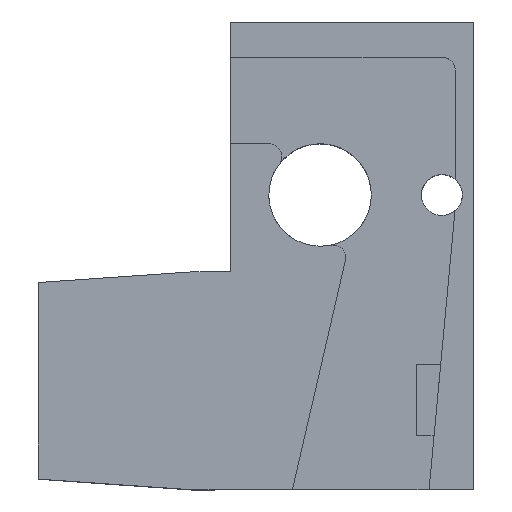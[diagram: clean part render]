
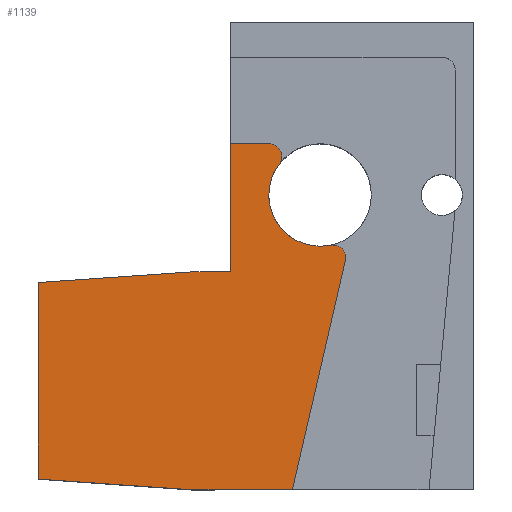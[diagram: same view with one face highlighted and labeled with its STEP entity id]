
A CAD part, top view. The second image highlights one B-rep face of the part: STEP entity #1139.
In plain terms, the highlighted planar face has unit normal (0, 0, 1).
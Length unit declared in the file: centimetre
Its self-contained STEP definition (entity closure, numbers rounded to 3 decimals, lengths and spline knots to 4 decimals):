
#58=PLANE('',#1225);
#112=FACE_OUTER_BOUND('',#187,.T.);
#187=EDGE_LOOP('',(#875,#876,#877,#878,#879,#880,#881,#882,#883,#884,#885));
#264=CIRCLE('',#1226,0.1);
#265=CIRCLE('',#1227,0.4);
#266=CIRCLE('',#1228,0.1);
#303=LINE('',#1714,#415);
#319=LINE('',#1773,#431);
#321=LINE('',#1777,#433);
#322=LINE('',#1779,#434);
#323=LINE('',#1787,#435);
#324=LINE('',#1789,#436);
#325=LINE('',#1791,#437);
#326=LINE('',#1792,#438);
#415=VECTOR('',#1353,100.);
#431=VECTOR('',#1407,100.);
#433=VECTOR('',#1411,100.);
#434=VECTOR('',#1412,100.);
#435=VECTOR('',#1419,100.);
#436=VECTOR('',#1420,100.);
#437=VECTOR('',#1421,100.);
#438=VECTOR('',#1422,100.);
#540=VERTEX_POINT('',#1711);
#541=VERTEX_POINT('',#1713);
#565=VERTEX_POINT('',#1772);
#566=VERTEX_POINT('',#1776);
#567=VERTEX_POINT('',#1778);
#568=VERTEX_POINT('',#1780);
#569=VERTEX_POINT('',#1782);
#570=VERTEX_POINT('',#1784);
#571=VERTEX_POINT('',#1786);
#572=VERTEX_POINT('',#1788);
#573=VERTEX_POINT('',#1790);
#659=EDGE_CURVE('',#540,#541,#303,.T.);
#686=EDGE_CURVE('',#541,#565,#319,.T.);
#688=EDGE_CURVE('',#566,#540,#321,.T.);
#689=EDGE_CURVE('',#567,#566,#322,.T.);
#690=EDGE_CURVE('',#568,#567,#264,.T.);
#691=EDGE_CURVE('',#568,#569,#265,.T.);
#692=EDGE_CURVE('',#570,#569,#266,.T.);
#693=EDGE_CURVE('',#570,#571,#323,.T.);
#694=EDGE_CURVE('',#572,#571,#324,.T.);
#695=EDGE_CURVE('',#573,#572,#325,.T.);
#696=EDGE_CURVE('',#565,#573,#326,.T.);
#875=ORIENTED_EDGE('',*,*,#686,.F.);
#876=ORIENTED_EDGE('',*,*,#659,.F.);
#877=ORIENTED_EDGE('',*,*,#688,.F.);
#878=ORIENTED_EDGE('',*,*,#689,.F.);
#879=ORIENTED_EDGE('',*,*,#690,.F.);
#880=ORIENTED_EDGE('',*,*,#691,.T.);
#881=ORIENTED_EDGE('',*,*,#692,.F.);
#882=ORIENTED_EDGE('',*,*,#693,.T.);
#883=ORIENTED_EDGE('',*,*,#694,.F.);
#884=ORIENTED_EDGE('',*,*,#695,.F.);
#885=ORIENTED_EDGE('',*,*,#696,.F.);
#1139=ADVANCED_FACE('',(#112),#58,.T.);
#1225=AXIS2_PLACEMENT_3D('',#1775,#1409,#1410);
#1226=AXIS2_PLACEMENT_3D('',#1781,#1413,#1414);
#1227=AXIS2_PLACEMENT_3D('',#1783,#1415,#1416);
#1228=AXIS2_PLACEMENT_3D('',#1785,#1417,#1418);
#1353=DIRECTION('',(-0.998,0.069,0.));
#1407=DIRECTION('',(0.,1.,0.));
#1409=DIRECTION('center_axis',(0.,0.,
1.));
#1410=DIRECTION('ref_axis',(-1.,0.,0.));
#1411=DIRECTION('',(-1.,0.,0.));
#1412=DIRECTION('',(-0.225,-0.974,0.));
#1413=DIRECTION('center_axis',(0.,0.,
-1.));
#1414=DIRECTION('ref_axis',(0.716,0.698,0.));
#1415=DIRECTION('center_axis',(0.,0.,
-1.));
#1416=DIRECTION('ref_axis',(1.,0.,0.));
#1417=DIRECTION('center_axis',(0.,0.,
-1.));
#1418=DIRECTION('ref_axis',(0.894,0.447,0.));
#1419=DIRECTION('',(-1.,0.,0.));
#1420=DIRECTION('',(0.,1.,0.));
#1421=DIRECTION('',(1.,0.,0.));
#1422=DIRECTION('',(0.998,0.069,0.));
#1711=CARTESIAN_POINT('',(-1.3922,0.6778,0.0185));
#1713=CARTESIAN_POINT('',(-2.5922,0.7607,0.0185));
#1714=CARTESIAN_POINT('',(-4.2561,0.8757,0.0185));
#1772=CARTESIAN_POINT('',(-2.5922,2.2949,0.0185));
#1773=CARTESIAN_POINT('',(-2.5922,2.0153,0.0185));
#1775=CARTESIAN_POINT('Origin',(-0.842,2.5028,0.0185));
#1776=CARTESIAN_POINT('',(-0.6075,0.6778,0.0185));
#1777=CARTESIAN_POINT('',(-0.242,0.6778,0.0185));
#1778=CARTESIAN_POINT('',(-0.195,2.4654,0.0185));
#1779=CARTESIAN_POINT('',(-0.0422,3.1278,0.0185));
#1780=CARTESIAN_POINT('',(-0.3124,2.5858,0.0185));
#1781=CARTESIAN_POINT('Origin',(-0.2925,2.4878,0.0185));
#1782=CARTESIAN_POINT('',(-0.7122,3.2178,0.0185));
#1783=CARTESIAN_POINT('Origin',(-0.3922,2.9778,0.0185));
#1784=CARTESIAN_POINT('',(-0.7922,3.3778,0.0185));
#1785=CARTESIAN_POINT('Origin',(-0.7922,3.2778,0.0185));
#1786=CARTESIAN_POINT('',(-1.0919,3.3778,0.0185));
#1787=CARTESIAN_POINT('',(-0.3922,3.3778,0.0185));
#1788=CARTESIAN_POINT('',(-1.0919,2.3778,0.0185));
#1789=CARTESIAN_POINT('',(-1.0919,2.3778,0.0185));
#1790=CARTESIAN_POINT('',(-1.3922,2.3778,0.0185));
#1791=CARTESIAN_POINT('',(-2.4922,2.3778,0.0185));
#1792=CARTESIAN_POINT('',(-4.189,2.1845,0.0185));
